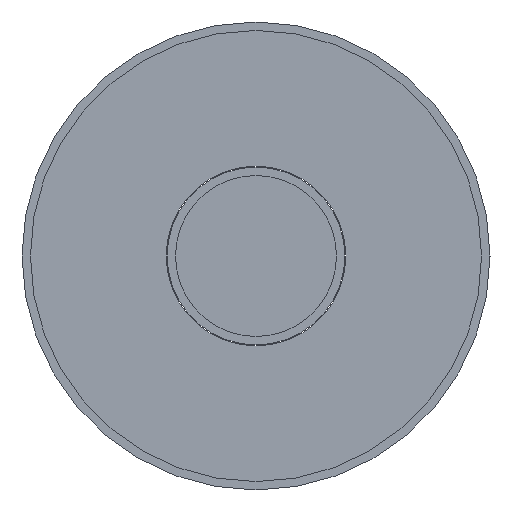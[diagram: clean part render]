
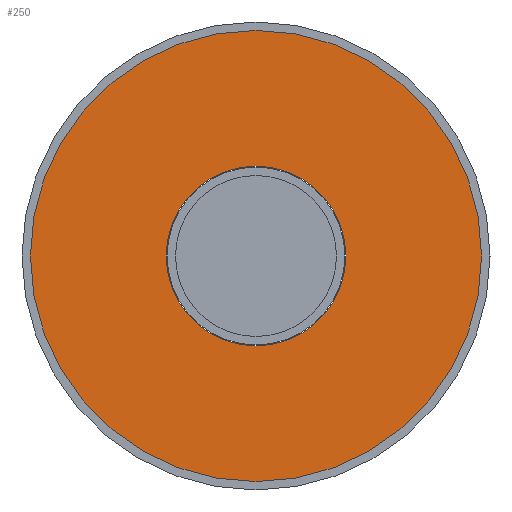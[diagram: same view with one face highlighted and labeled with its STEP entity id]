
A CAD part, left-side view. The second image highlights one B-rep face of the part: STEP entity #250.
In plain terms, the highlighted planar face has unit normal (-1, 0, 0).
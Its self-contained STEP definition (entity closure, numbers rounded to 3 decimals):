
#57=CARTESIAN_POINT('',(6.1,0.,0.));
#58=DIRECTION('',(1.,0.,0.));
#59=DIRECTION('',(0.,-1.,0.));
#60=AXIS2_PLACEMENT_3D('',#57,#58,#59);
#62=CARTESIAN_POINT('',(6.1,0.,0.));
#63=DIRECTION('',(1.,0.,0.));
#64=DIRECTION('',(0.,1.,0.));
#65=AXIS2_PLACEMENT_3D('',#62,#63,#64);
#71=CARTESIAN_POINT('',(6.1,0.,0.));
#72=DIRECTION('',(-1.,0.,0.));
#73=DIRECTION('',(0.,0.,-1.));
#74=AXIS2_PLACEMENT_3D('',#71,#72,#73);
#100=CARTESIAN_POINT('',(6.1,0.,0.));
#101=DIRECTION('',(1.,0.,0.));
#102=DIRECTION('',(0.,0.,-1.));
#103=AXIS2_PLACEMENT_3D('',#100,#101,#102);
#113=CARTESIAN_POINT('',(6.1,-9.6,0.));
#114=VERTEX_POINT('',#113);
#115=CARTESIAN_POINT('',(6.1,9.6,0.));
#116=VERTEX_POINT('',#115);
#117=CARTESIAN_POINT('',(6.1,0.,-24.1));
#118=CARTESIAN_POINT('',(6.1,0.,24.1));
#119=VERTEX_POINT('',#117);
#120=VERTEX_POINT('',#118);
#235=CARTESIAN_POINT('',(6.1,0.,0.));
#236=DIRECTION('',(1.,0.,0.));
#237=DIRECTION('',(0.,0.,1.));
#238=AXIS2_PLACEMENT_3D('',#235,#236,#237);
#239=PLANE('',#238);
#241=ORIENTED_EDGE('',*,*,#240,.F.);
#243=ORIENTED_EDGE('',*,*,#242,.T.);
#244=EDGE_LOOP('',(#241,#243));
#245=FACE_OUTER_BOUND('',#244,.F.);
#246=ORIENTED_EDGE('',*,*,#215,.F.);
#247=ORIENTED_EDGE('',*,*,#229,.F.);
#248=EDGE_LOOP('',(#246,#247));
#249=FACE_BOUND('',#248,.F.);
#250=ADVANCED_FACE('',(#245,#249),#239,.F.);
#61=CIRCLE('',#60,9.6);
#66=CIRCLE('',#65,9.6);
#75=CIRCLE('',#74,24.1);
#104=CIRCLE('',#103,24.1);
#215=EDGE_CURVE('',#114,#116,#61,.T.);
#229=EDGE_CURVE('',#116,#114,#66,.T.);
#240=EDGE_CURVE('',#119,#120,#75,.T.);
#242=EDGE_CURVE('',#119,#120,#104,.T.);
